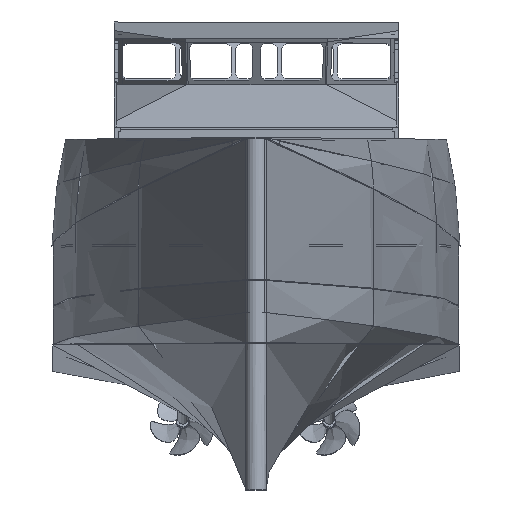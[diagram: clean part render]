
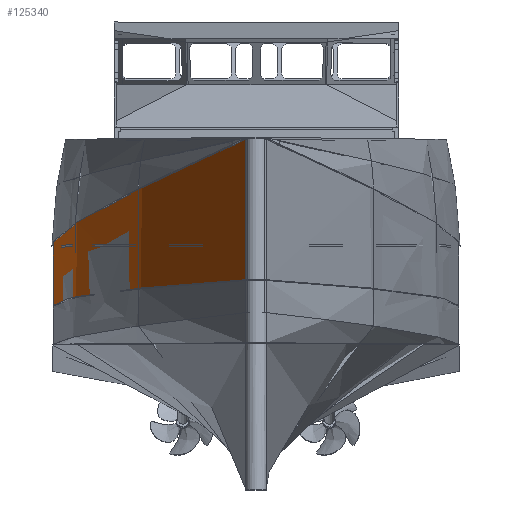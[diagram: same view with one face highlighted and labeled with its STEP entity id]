
A CAD part, top view. The second image highlights one B-rep face of the part: STEP entity #125340.
In plain terms, the highlighted face is a extrusion surface.
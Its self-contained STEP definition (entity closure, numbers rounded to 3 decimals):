
#122240=CARTESIAN_POINT('',(-124.666,24.363,
489.379));
#122250=VERTEX_POINT('',#122240);
#122280=CARTESIAN_POINT('',(-6.25,39.185,1000.));
#122290=CARTESIAN_POINT('',(-59.203,35.913,
887.272));
#122300=CARTESIAN_POINT('',(-112.067,30.97,
716.981));
#122310=CARTESIAN_POINT('',(-123.245,25.921,
543.036));
#122320=CARTESIAN_POINT('',(-124.666,24.363,
489.379));
#122330=B_SPLINE_CURVE_WITH_KNOTS('',3,(#122280,#122290,#122300,#122310,
#122320),.UNSPECIFIED.,.F.,.F.,(4,1,4),(1.,362.076,
523.137),.UNSPECIFIED.);
#122340=CARTESIAN_POINT('',(-6.25,39.185,1000.));
#122350=VERTEX_POINT('',#122340);
#122360=EDGE_CURVE('',#122350,#122250,#122330,.T.);
#122990=CARTESIAN_POINT('',(-149.648,3077.075,
377.238));
#123000=DIRECTION('',(-1.,0.,0.));
#123010=DIRECTION('',(0.,0.,1.));
#123020=AXIS2_PLACEMENT_3D('',#122990,#123000,#123010);
#123030=CYLINDRICAL_SURFACE('',#123020,3015.825);
#124290=CARTESIAN_POINT('',(-6.25,61.25,1000.));
#124300=CARTESIAN_POINT('',(-59.203,61.25,
887.272));
#124310=CARTESIAN_POINT('',(-112.067,61.25,
716.981));
#124320=CARTESIAN_POINT('',(-123.245,61.25,
543.036));
#124330=CARTESIAN_POINT('',(-124.666,61.25,
489.379));
#124340=B_SPLINE_CURVE_WITH_KNOTS('',3,(#124290,#124300,#124310,#124320,
#124330),.UNSPECIFIED.,.F.,.F.,(4,1,4),(1.,362.076,
523.137),.UNSPECIFIED.);
#124350=DIRECTION('',(0.,1.,0.));
#124360=VECTOR('',#124350,1.);
#124370=SURFACE_OF_LINEAR_EXTRUSION('',#124340,#124360);
#124380=CARTESIAN_POINT('',(-124.666,61.25,
489.379));
#124390=DIRECTION('',(0.,1.,0.));
#124400=VECTOR('',#124390,1.);
#124410=LINE('',#124380,#124400);
#124420=CARTESIAN_POINT('',(-124.666,63.336,
489.379));
#124430=VERTEX_POINT('',#124420);
#124440=EDGE_CURVE('',#122250,#124430,#124410,.T.);
#124450=ORIENTED_EDGE('',*,*,#124440,.F.);
#124460=CARTESIAN_POINT('',(-6.25,126.25,1000.));
#124470=CARTESIAN_POINT('',(-10.877,124.171,
990.149));
#124480=CARTESIAN_POINT('',(-15.395,122.129,
980.227));
#124490=CARTESIAN_POINT('',(-19.796,120.126,
970.239));
#124500=CARTESIAN_POINT('',(-24.197,118.123,
960.251));
#124510=CARTESIAN_POINT('',(-28.482,116.159,
950.197));
#124520=CARTESIAN_POINT('',(-32.646,114.237,
940.079));
#124530=CARTESIAN_POINT('',(-36.809,112.315,
929.962));
#124540=CARTESIAN_POINT('',(-40.851,110.435,
919.782));
#124550=CARTESIAN_POINT('',(-44.765,108.599,
909.544));
#124560=CARTESIAN_POINT('',(-48.68,106.763,
899.306));
#124570=CARTESIAN_POINT('',(-52.467,104.971,
889.01));
#124580=CARTESIAN_POINT('',(-56.121,103.226,
878.66));
#124590=CARTESIAN_POINT('',(-59.776,101.481,
868.31));
#124600=CARTESIAN_POINT('',(-63.297,99.782,
857.906));
#124610=CARTESIAN_POINT('',(-66.681,98.132,
847.452));
#124620=CARTESIAN_POINT('',(-70.065,96.482,
836.998));
#124630=CARTESIAN_POINT('',(-73.311,94.881,
826.495));
#124640=CARTESIAN_POINT('',(-76.415,93.33,
815.947));
#124650=CARTESIAN_POINT('',(-79.518,91.779,
805.4));
#124660=CARTESIAN_POINT('',(-82.478,90.279,
794.807));
#124670=CARTESIAN_POINT('',(-85.291,88.831,
784.173));
#124680=CARTESIAN_POINT('',(-88.104,87.383,
773.54));
#124690=CARTESIAN_POINT('',(-90.769,85.987,
762.867));
#124700=CARTESIAN_POINT('',(-93.283,84.645,
752.157));
#124710=CARTESIAN_POINT('',(-95.796,83.304,
741.449));
#124720=CARTESIAN_POINT('',(-98.159,82.015,
730.696));
#124730=CARTESIAN_POINT('',(-100.367,80.78,
719.903));
#124740=CARTESIAN_POINT('',(-101.471,80.163,
714.506));
#124750=CARTESIAN_POINT('',(-102.536,79.56,
709.1));
#124760=CARTESIAN_POINT('',(-103.562,78.97,
703.684));
#124770=CARTESIAN_POINT('',(-104.588,78.38,
698.269));
#124780=CARTESIAN_POINT('',(-105.575,77.805,
692.844));
#124790=CARTESIAN_POINT('',(-106.521,77.243,
687.411));
#124800=CARTESIAN_POINT('',(-107.468,76.681,
681.979));
#124810=CARTESIAN_POINT('',(-108.374,76.134,
676.538));
#124820=CARTESIAN_POINT('',(-109.24,75.6,
671.09));
#124830=CARTESIAN_POINT('',(-110.106,75.067,
665.642));
#124840=CARTESIAN_POINT('',(-110.931,74.548,
660.186));
#124850=CARTESIAN_POINT('',(-111.715,74.043,
654.724));
#124860=CARTESIAN_POINT('',(-111.911,73.917,
653.359));
#124870=CARTESIAN_POINT('',(-112.104,73.791,
651.993));
#124880=CARTESIAN_POINT('',(-112.295,73.667,
650.627));
#124890=CARTESIAN_POINT('',(-112.486,73.543,
649.261));
#124900=CARTESIAN_POINT('',(-112.674,73.419,
647.894));
#124910=CARTESIAN_POINT('',(-112.86,73.297,
646.527));
#124920=CARTESIAN_POINT('',(-113.231,73.052,
643.793));
#124930=CARTESIAN_POINT('',(-113.593,72.81,
641.056));
#124940=CARTESIAN_POINT('',(-113.944,72.572,
638.319));
#124950=CARTESIAN_POINT('',(-114.646,72.096,
632.843));
#124960=CARTESIAN_POINT('',(-115.309,71.635,
627.36));
#124970=CARTESIAN_POINT('',(-115.934,71.188,
621.871));
#124980=CARTESIAN_POINT('',(-116.559,70.742,
616.383));
#124990=CARTESIAN_POINT('',(-117.145,70.31,
610.888));
#125000=CARTESIAN_POINT('',(-117.696,69.892,
605.387));
#125010=CARTESIAN_POINT('',(-118.247,69.475,
599.887));
#125020=CARTESIAN_POINT('',(-118.762,69.072,
594.381));
#125030=CARTESIAN_POINT('',(-119.243,68.685,
588.871));
#125040=CARTESIAN_POINT('',(-119.724,68.297,
583.361));
#125050=CARTESIAN_POINT('',(-120.171,67.924,
577.846));
#125060=CARTESIAN_POINT('',(-120.586,67.567,
572.328));
#125070=CARTESIAN_POINT('',(-121.,67.209,
566.809));
#125080=CARTESIAN_POINT('',(-121.383,66.866,
561.287));
#125090=CARTESIAN_POINT('',(-121.736,66.539,
555.762));
#125100=CARTESIAN_POINT('',(-122.089,66.211,
550.237));
#125110=CARTESIAN_POINT('',(-122.412,65.898,
544.71));
#125120=CARTESIAN_POINT('',(-122.707,65.601,
539.18));
#125130=CARTESIAN_POINT('',(-123.002,65.304,
533.65));
#125140=CARTESIAN_POINT('',(-123.269,65.022,
528.118));
#125150=CARTESIAN_POINT('',(-123.511,64.755,
522.585));
#125160=CARTESIAN_POINT('',(-123.994,64.221,
511.519));
#125170=CARTESIAN_POINT('',(-124.373,63.748,
500.448));
#125180=CARTESIAN_POINT('',(-124.666,63.336,
489.379));
#125190=B_SPLINE_CURVE_WITH_KNOTS('',3,(#124460,#124470,#124480,#124490,
#124500,#124510,#124520,#124530,#124540,#124550,#124560,#124570,#124580,
#124590,#124600,#124610,#124620,#124630,#124640,#124650,#124660,#124670,
#124680,#124690,#124700,#124710,#124720,#124730,#124740,#124750,#124760,
#124770,#124780,#124790,#124800,#124810,#124820,#124830,#124840,#124850,
#124860,#124870,#124880,#124890,#124900,#124910,#124920,#124930,#124940,
#124950,#124960,#124970,#124980,#124990,#125000,#125010,#125020,#125030,
#125040,#125050,#125060,#125070,#125080,#125090,#125100,#125110,#125120,
#125130,#125140,#125150,#125160,#125170,#125180),.UNSPECIFIED.,.F.,.F.,(
4,3,3,3,3,3,3,3,3,3,3,3,3,3,3,3,3,3,3,3,3,3,3,3,4),(0.,33.268,
66.577,99.91,133.253,166.592,
199.914,233.212,266.476,299.725,
316.355,332.985,349.613,366.237,
370.393,374.548,382.859,399.484,
416.113,432.746,449.381,466.018,
482.656,499.292,532.548),.UNSPECIFIED.);
#125200=SURFACE_CURVE('',#125190,(#124370,#123030),.CURVE_3D.);
#125210=CARTESIAN_POINT('',(-6.25,126.25,1000.));
#125220=VERTEX_POINT('',#125210);
#125230=EDGE_CURVE('',#125220,#124430,#125200,.T.);
#125240=ORIENTED_EDGE('',*,*,#125230,.T.);
#125250=CARTESIAN_POINT('',(-6.25,61.25,1000.));
#125260=DIRECTION('',(0.,-1.,0.));
#125270=VECTOR('',#125260,1.);
#125280=LINE('',#125250,#125270);
#125290=EDGE_CURVE('',#125220,#122350,#125280,.T.);
#125300=ORIENTED_EDGE('',*,*,#125290,.F.);
#125310=ORIENTED_EDGE('',*,*,#122360,.F.);
#125320=EDGE_LOOP('',(#125310,#125300,#125240,#124450));
#125330=FACE_OUTER_BOUND('',#125320,.T.);
#125340=ADVANCED_FACE('',(#125330),#124370,.F.);
